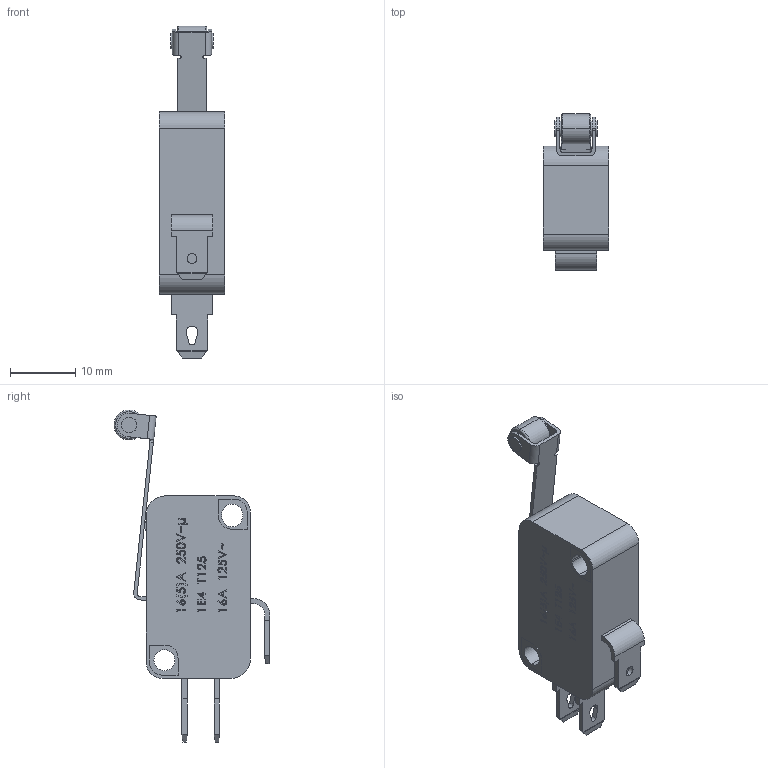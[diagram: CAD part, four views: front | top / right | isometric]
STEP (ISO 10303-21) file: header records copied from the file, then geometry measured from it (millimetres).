
FILE_DESCRIPTION (( 'STEP AP203' ), '1' );
FILE_NAME ('STEP End-Stop Limit Switch DOWN.STEP', '2021-07-21T05:40:53', ( '' ), ( '' ), 'SwSTEP 2.0', 'SolidWorks 2021', '' );
FILE_SCHEMA (( 'CONFIG_CONTROL_DESIGN' ));
Length unit declared in the file: millimetre
Products named in the file (1): STEP End-Stop Limit Switch DOWN
Bounding box: 10 x 23.92 x 50.93 mm (x, y, z)
Volume: 4614.2 mm3; surface area: 3629.2 mm2
Topology: 5 solids, 6 shells, 658 faces, 1742 edges, 1160 vertices
Faces by surface type: plane 429, bspline 159, cylinder 66, torus 4
Entity records: 29463 total; most frequent: CARTESIAN_POINT 14020, ORIENTED_EDGE 3484, DIRECTION 2540, EDGE_CURVE 1742, LINE 1284, VECTOR 1284, VERTEX_POINT 1160, EDGE_LOOP 734
